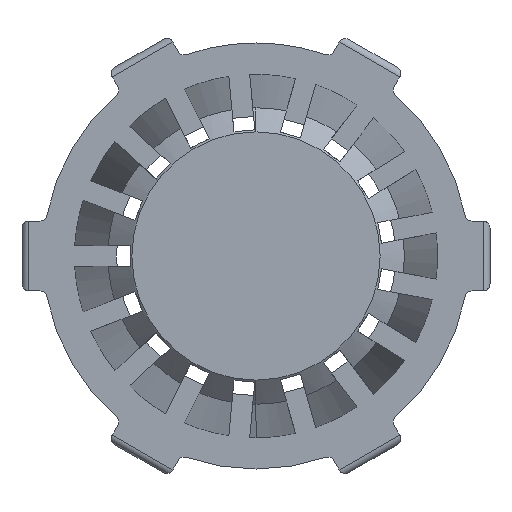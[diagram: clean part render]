
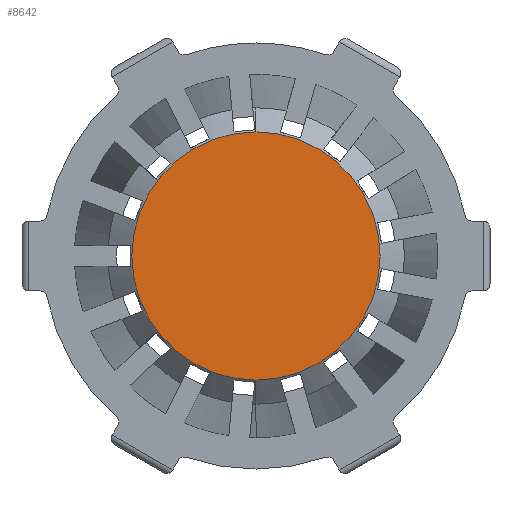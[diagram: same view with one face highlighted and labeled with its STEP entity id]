
A CAD part, left-side view. The second image highlights one B-rep face of the part: STEP entity #8642.
In plain terms, the highlighted planar face has unit normal (-1, 0, 0).
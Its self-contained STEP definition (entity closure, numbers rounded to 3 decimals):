
#349 = DIRECTION ( 'NONE',  ( 1., 0., 0. ) ) ;
#903 = DIRECTION ( 'NONE',  ( 0., 0., -1. ) ) ;
#1006 = DIRECTION ( 'NONE',  ( 0., 0., -1. ) ) ;
#1073 = AXIS2_PLACEMENT_3D ( 'NONE', #5892, #6258, #903 ) ;
#1379 = CARTESIAN_POINT ( 'NONE',  ( -57., 0., 0. ) ) ;
#1662 = FACE_OUTER_BOUND ( 'NONE', #8370, .T. ) ;
#2412 = PLANE ( 'NONE',  #5708 ) ;
#3768 = CARTESIAN_POINT ( 'NONE',  ( -57., 0., -8.886 ) ) ;
#3968 = ORIENTED_EDGE ( 'NONE', *, *, #4669, .T. ) ;
#4049 = DIRECTION ( 'NONE',  ( 0., 0., -1. ) ) ;
#4156 = VERTEX_POINT ( 'NONE', #3768 ) ;
#4669 = EDGE_CURVE ( 'NONE', #7134, #4156, #7550, .T. ) ;
#4842 = CIRCLE ( 'NONE', #1073, 8.886 ) ;
#5253 = ORIENTED_EDGE ( 'NONE', *, *, #8150, .T. ) ;
#5491 = DIRECTION ( 'NONE',  ( -1., 0., 0. ) ) ;
#5656 = CARTESIAN_POINT ( 'NONE',  ( -57., 0., 0. ) ) ;
#5708 = AXIS2_PLACEMENT_3D ( 'NONE', #5656, #349, #1006 ) ;
#5892 = CARTESIAN_POINT ( 'NONE',  ( -57., 0., 0. ) ) ;
#6140 = CARTESIAN_POINT ( 'NONE',  ( -57., 0., 8.886 ) ) ;
#6258 = DIRECTION ( 'NONE',  ( -1., 0., 0. ) ) ;
#7134 = VERTEX_POINT ( 'NONE', #6140 ) ;
#7277 = AXIS2_PLACEMENT_3D ( 'NONE', #1379, #5491, #4049 ) ;
#7550 = CIRCLE ( 'NONE', #7277, 8.886 ) ;
#8150 = EDGE_CURVE ( 'NONE', #4156, #7134, #4842, .T. ) ;
#8370 = EDGE_LOOP ( 'NONE', ( #5253, #3968 ) ) ;
#8642 = ADVANCED_FACE ( 'NONE', ( #1662 ), #2412, .F. ) ;
